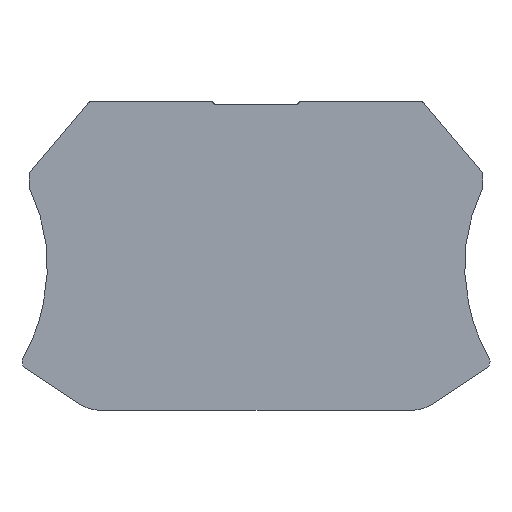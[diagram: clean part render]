
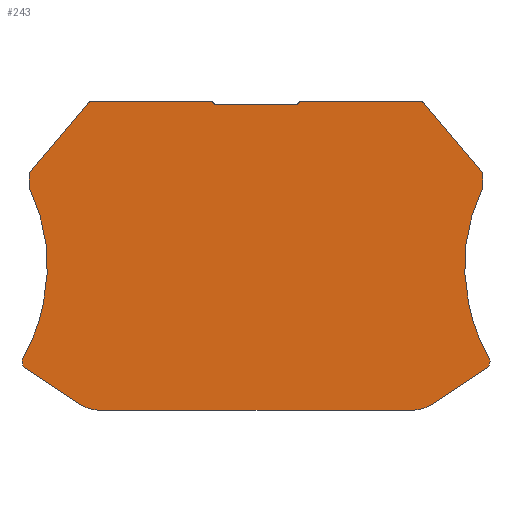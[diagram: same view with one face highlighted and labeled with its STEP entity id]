
A CAD part, left-side view. The second image highlights one B-rep face of the part: STEP entity #243.
In plain terms, the highlighted planar face has unit normal (-1, 0, 0).
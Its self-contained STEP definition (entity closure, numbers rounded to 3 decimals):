
#30=CARTESIAN_POINT('',(0.,-0.071,29.532));
#31=DIRECTION('',(0.,1.,0.));
#32=DIRECTION('',(1.,0.,0.));
#33=AXIS2_PLACEMENT_3D('',#30,#32,#31);
#34=PLANE('',#33);
#35=CARTESIAN_POINT('',(0.,-28.321,29.531));
#36=VERTEX_POINT('',#35);
#37=CARTESIAN_POINT('',(0.,-28.321,27.667));
#38=VERTEX_POINT('',#37);
#39=CARTESIAN_POINT('',(0.,-28.321,29.531));
#40=DIRECTION('',(0.,0.,-1.));
#41=VECTOR('',#40,1.864);
#42=LINE('',#39,#41);
#43=EDGE_CURVE('',#36,#38,#42,.T.);
#44=ORIENTED_EDGE('E1',*,*,#43,.T.);
#45=CARTESIAN_POINT('',(0.,-26.595,13.389));
#46=VERTEX_POINT('',#45);
#47=CARTESIAN_POINT('',(0.,-47.985,18.046));
#48=DIRECTION('',(0.,0.898,0.44));
#49=DIRECTION('',(-1.,0.,-0.));
#50=AXIS2_PLACEMENT_3D('',#47,#49,#48);
#51=CIRCLE('',#50,21.891);
#52=EDGE_CURVE('',#38,#46,#51,.T.);
#53=ORIENTED_EDGE('E2',*,*,#52,.T.);
#54=CARTESIAN_POINT('',(0.,-29.118,6.616));
#55=VERTEX_POINT('',#54);
#56=CARTESIAN_POINT('',(0.,-46.69,17.019));
#57=DIRECTION('',(0.,0.984,-0.178));
#58=DIRECTION('',(-1.,-0.,0.));
#59=AXIS2_PLACEMENT_3D('',#56,#58,#57);
#60=CIRCLE('',#59,20.42);
#61=EDGE_CURVE('',#46,#55,#60,.T.);
#62=ORIENTED_EDGE('E3',*,*,#61,.T.);
#63=CARTESIAN_POINT('',(0.,-28.813,5.276));
#64=VERTEX_POINT('',#63);
#65=CARTESIAN_POINT('',(0.,-28.257,6.107));
#66=DIRECTION('',(0.,-0.861,0.509));
#67=DIRECTION('',(1.,-0.,0.));
#68=AXIS2_PLACEMENT_3D('',#65,#67,#66);
#69=CIRCLE('',#68,1.);
#70=EDGE_CURVE('',#55,#64,#69,.T.);
#71=ORIENTED_EDGE('E4',*,*,#70,.T.);
#72=CARTESIAN_POINT('',(0.,-22.193,0.847));
#73=VERTEX_POINT('',#72);
#74=CARTESIAN_POINT('',(0.,-28.813,5.276));
#75=DIRECTION('',(0.,0.831,-0.556));
#76=VECTOR('',#75,7.964);
#77=LINE('',#74,#76);
#78=EDGE_CURVE('',#64,#73,#77,.T.);
#79=ORIENTED_EDGE('E5',*,*,#78,.T.);
#80=CARTESIAN_POINT('',(0.,-19.413,0.003));
#81=VERTEX_POINT('',#80);
#82=CARTESIAN_POINT('',(0.,-19.413,5.003));
#83=DIRECTION('',(0.,-0.556,-0.831));
#84=DIRECTION('',(1.,-0.,0.));
#85=AXIS2_PLACEMENT_3D('',#82,#84,#83);
#86=CIRCLE('',#85,5.);
#87=EDGE_CURVE('',#73,#81,#86,.T.);
#88=ORIENTED_EDGE('E6',*,*,#87,.T.);
#89=CARTESIAN_POINT('',(0.,19.27,0.003));
#90=VERTEX_POINT('',#89);
#91=CARTESIAN_POINT('',(0.,-19.413,0.003));
#92=DIRECTION('',(0.,1.,0.));
#93=VECTOR('',#92,38.684);
#94=LINE('',#91,#93);
#95=EDGE_CURVE('',#81,#90,#94,.T.);
#96=ORIENTED_EDGE('E7',*,*,#95,.T.);
#97=CARTESIAN_POINT('',(0.,22.05,0.847));
#98=VERTEX_POINT('',#97);
#99=CARTESIAN_POINT('',(0.,19.27,5.003));
#100=DIRECTION('',(0.,0.,-1.));
#101=DIRECTION('',(1.,0.,-0.));
#102=AXIS2_PLACEMENT_3D('',#99,#101,#100);
#103=CIRCLE('',#102,5.);
#104=EDGE_CURVE('',#90,#98,#103,.T.);
#105=ORIENTED_EDGE('E8',*,*,#104,.T.);
#106=CARTESIAN_POINT('',(0.,28.67,5.276));
#107=VERTEX_POINT('',#106);
#108=CARTESIAN_POINT('',(0.,22.05,0.847));
#109=DIRECTION('',(0.,0.831,0.556));
#110=VECTOR('',#109,7.964);
#111=LINE('',#108,#110);
#112=EDGE_CURVE('',#98,#107,#111,.T.);
#113=ORIENTED_EDGE('E9',*,*,#112,.T.);
#114=CARTESIAN_POINT('',(0.,28.975,6.616));
#115=VERTEX_POINT('',#114);
#116=CARTESIAN_POINT('',(0.,28.114,6.107));
#117=DIRECTION('',(0.,0.556,-0.831));
#118=DIRECTION('',(1.,0.,-0.));
#119=AXIS2_PLACEMENT_3D('',#116,#118,#117);
#120=CIRCLE('',#119,1.);
#121=EDGE_CURVE('',#107,#115,#120,.T.);
#122=ORIENTED_EDGE('E10',*,*,#121,.T.);
#123=CARTESIAN_POINT('',(0.,26.452,13.389));
#124=VERTEX_POINT('',#123);
#125=CARTESIAN_POINT('',(0.,46.547,17.019));
#126=DIRECTION('',(0.,-0.861,-0.509));
#127=DIRECTION('',(-1.,0.,0.));
#128=AXIS2_PLACEMENT_3D('',#125,#127,#126);
#129=CIRCLE('',#128,20.42);
#130=EDGE_CURVE('',#115,#124,#129,.T.);
#131=ORIENTED_EDGE('E11',*,*,#130,.T.);
#132=CARTESIAN_POINT('',(0.,28.179,27.667));
#133=VERTEX_POINT('',#132);
#134=CARTESIAN_POINT('',(0.,47.842,18.046));
#135=DIRECTION('',(0.,-0.977,-0.213));
#136=DIRECTION('',(-1.,0.,0.));
#137=AXIS2_PLACEMENT_3D('',#134,#136,#135);
#138=CIRCLE('',#137,21.891);
#139=EDGE_CURVE('',#124,#133,#138,.T.);
#140=ORIENTED_EDGE('E12',*,*,#139,.T.);
#141=CARTESIAN_POINT('',(0.,28.179,29.531));
#142=VERTEX_POINT('',#141);
#143=CARTESIAN_POINT('',(0.,28.179,27.667));
#144=DIRECTION('',(0.,0.,1.));
#145=VECTOR('',#144,1.864);
#146=LINE('',#143,#145);
#147=EDGE_CURVE('',#133,#142,#146,.T.);
#148=ORIENTED_EDGE('E13',*,*,#147,.T.);
#149=CARTESIAN_POINT('',(0.,28.069,29.766));
#150=VERTEX_POINT('',#149);
#151=CARTESIAN_POINT('',(0.,27.686,29.445));
#152=DIRECTION('',(0.,0.985,0.172));
#153=DIRECTION('',(1.,0.,0.));
#154=AXIS2_PLACEMENT_3D('',#151,#153,#152);
#155=CIRCLE('',#154,0.5);
#156=EDGE_CURVE('',#142,#150,#155,.T.);
#157=ORIENTED_EDGE('E14',*,*,#156,.T.);
#158=CARTESIAN_POINT('',(0.,20.887,38.325));
#159=VERTEX_POINT('',#158);
#160=CARTESIAN_POINT('',(0.,28.069,29.766));
#161=DIRECTION('',(0.,-0.643,0.766));
#162=VECTOR('',#161,11.173);
#163=LINE('',#160,#162);
#164=EDGE_CURVE('',#150,#159,#163,.T.);
#165=ORIENTED_EDGE('E15',*,*,#164,.T.);
#166=CARTESIAN_POINT('',(0.,20.504,38.503));
#167=VERTEX_POINT('',#166);
#168=CARTESIAN_POINT('',(0.,20.504,38.003));
#169=DIRECTION('',(0.,0.766,0.643));
#170=DIRECTION('',(1.,0.,0.));
#171=AXIS2_PLACEMENT_3D('',#168,#170,#169);
#172=CIRCLE('',#171,0.5);
#173=EDGE_CURVE('',#159,#167,#172,.T.);
#174=ORIENTED_EDGE('E16',*,*,#173,.T.);
#175=CARTESIAN_POINT('',(0.,5.579,38.503));
#176=VERTEX_POINT('',#175);
#177=CARTESIAN_POINT('',(0.,20.504,38.503));
#178=DIRECTION('',(0.,-1.,0.));
#179=VECTOR('',#178,14.926);
#180=LINE('',#177,#179);
#181=EDGE_CURVE('',#167,#176,#180,.T.);
#182=ORIENTED_EDGE('E17',*,*,#181,.T.);
#183=CARTESIAN_POINT('',(0.,5.109,38.174));
#184=VERTEX_POINT('',#183);
#185=CARTESIAN_POINT('',(0.,5.579,38.003));
#186=DIRECTION('',(0.,0.,1.));
#187=DIRECTION('',(1.,0.,0.));
#188=AXIS2_PLACEMENT_3D('',#185,#187,#186);
#189=CIRCLE('',#188,0.5);
#190=EDGE_CURVE('',#176,#184,#189,.T.);
#191=ORIENTED_EDGE('E18',*,*,#190,.T.);
#192=CARTESIAN_POINT('',(0.,-5.252,38.174));
#193=VERTEX_POINT('',#192);
#194=CARTESIAN_POINT('',(0.,5.109,38.174));
#195=DIRECTION('',(0.,-1.,0.));
#196=VECTOR('',#195,10.361);
#197=LINE('',#194,#196);
#198=EDGE_CURVE('',#184,#193,#197,.T.);
#199=ORIENTED_EDGE('E19',*,*,#198,.T.);
#200=CARTESIAN_POINT('',(0.,-5.722,38.503));
#201=VERTEX_POINT('',#200);
#202=CARTESIAN_POINT('',(0.,-5.722,38.003));
#203=DIRECTION('',(0.,0.94,0.342));
#204=DIRECTION('',(1.,0.,0.));
#205=AXIS2_PLACEMENT_3D('',#202,#204,#203);
#206=CIRCLE('',#205,0.5);
#207=EDGE_CURVE('',#193,#201,#206,.T.);
#208=ORIENTED_EDGE('E20',*,*,#207,.T.);
#209=CARTESIAN_POINT('',(0.,-20.647,38.503));
#210=VERTEX_POINT('',#209);
#211=CARTESIAN_POINT('',(0.,-5.722,38.503));
#212=DIRECTION('',(0.,-1.,0.));
#213=VECTOR('',#212,14.926);
#214=LINE('',#211,#213);
#215=EDGE_CURVE('',#201,#210,#214,.T.);
#216=ORIENTED_EDGE('E21',*,*,#215,.T.);
#217=CARTESIAN_POINT('',(0.,-21.03,38.325));
#218=VERTEX_POINT('',#217);
#219=CARTESIAN_POINT('',(0.,-20.647,38.003));
#220=DIRECTION('',(0.,0.,1.));
#221=DIRECTION('',(1.,0.,0.));
#222=AXIS2_PLACEMENT_3D('',#219,#221,#220);
#223=CIRCLE('',#222,0.5);
#224=EDGE_CURVE('',#210,#218,#223,.T.);
#225=ORIENTED_EDGE('E22',*,*,#224,.T.);
#226=CARTESIAN_POINT('',(0.,-28.212,29.766));
#227=VERTEX_POINT('',#226);
#228=CARTESIAN_POINT('',(0.,-21.03,38.325));
#229=DIRECTION('',(0.,-0.643,-0.766));
#230=VECTOR('',#229,11.173);
#231=LINE('',#228,#230);
#232=EDGE_CURVE('',#218,#227,#231,.T.);
#233=ORIENTED_EDGE('E23',*,*,#232,.T.);
#234=CARTESIAN_POINT('',(0.,-27.829,29.445));
#235=DIRECTION('',(0.,-0.766,0.643));
#236=DIRECTION('',(1.,0.,0.));
#237=AXIS2_PLACEMENT_3D('',#234,#236,#235);
#238=CIRCLE('',#237,0.5);
#239=EDGE_CURVE('',#227,#36,#238,.T.);
#240=ORIENTED_EDGE('E24',*,*,#239,.T.);
#241=EDGE_LOOP('',(#44,#53,#62,#71,#79,#88,#96,#105,#113,#122,#131,#140,#148,#157,#165,#174,#182,#191,#199,#208,#216,#225,#233,#240));
#242=FACE_OUTER_BOUND('',#241,.F.);
#243=ADVANCED_FACE('F1',(#242),#34,.F.);
